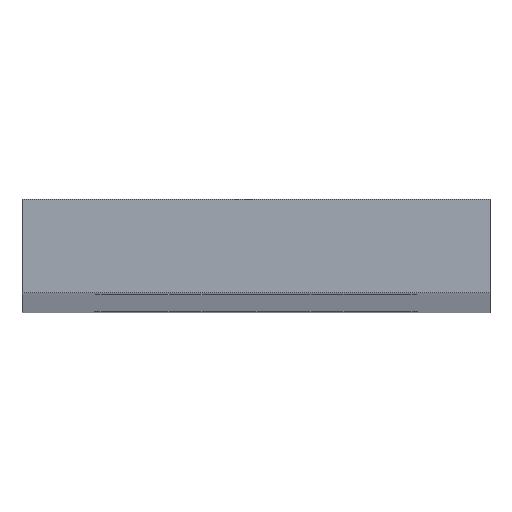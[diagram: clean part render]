
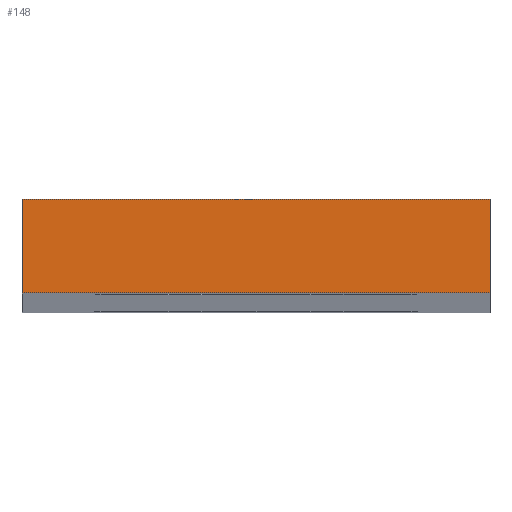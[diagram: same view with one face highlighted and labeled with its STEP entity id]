
A CAD part, top view. The second image highlights one B-rep face of the part: STEP entity #148.
In plain terms, the highlighted planar face has unit normal (0, 0, 1).
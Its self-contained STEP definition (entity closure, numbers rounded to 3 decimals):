
#20=PLANE('',#174);
#28=FACE_OUTER_BOUND('',#36,.T.);
#36=EDGE_LOOP('',(#119,#120,#121,#122));
#50=LINE('',#240,#64);
#51=LINE('',#243,#65);
#52=LINE('',#245,#66);
#53=LINE('',#246,#67);
#64=VECTOR('',#200,10.);
#65=VECTOR('',#203,10.);
#66=VECTOR('',#204,10.);
#67=VECTOR('',#205,10.);
#82=VERTEX_POINT('',#234);
#84=VERTEX_POINT('',#238);
#85=VERTEX_POINT('',#242);
#86=VERTEX_POINT('',#244);
#98=EDGE_CURVE('',#82,#84,#50,.T.);
#99=EDGE_CURVE('',#82,#85,#51,.T.);
#100=EDGE_CURVE('',#86,#84,#52,.T.);
#101=EDGE_CURVE('',#85,#86,#53,.T.);
#119=ORIENTED_EDGE('',*,*,#99,.F.);
#120=ORIENTED_EDGE('',*,*,#98,.T.);
#121=ORIENTED_EDGE('',*,*,#100,.F.);
#122=ORIENTED_EDGE('',*,*,#101,.F.);
#148=ADVANCED_FACE('',(#28),#20,.T.);
#174=AXIS2_PLACEMENT_3D('',#241,#201,#202);
#200=DIRECTION('',(0.,1.,0.));
#201=DIRECTION('center_axis',(0.,0.,1.));
#202=DIRECTION('ref_axis',(1.,0.,0.));
#203=DIRECTION('',(-1.,0.,0.));
#204=DIRECTION('',(1.,0.,0.));
#205=DIRECTION('',(0.,1.,0.));
#234=CARTESIAN_POINT('',(5.,0.,120.));
#238=CARTESIAN_POINT('',(5.,2.,120.));
#240=CARTESIAN_POINT('',(5.,0.,120.));
#241=CARTESIAN_POINT('Origin',(-5.,0.,120.));
#242=CARTESIAN_POINT('',(-5.,0.,120.));
#243=CARTESIAN_POINT('',(5.,0.,120.));
#244=CARTESIAN_POINT('',(-5.,2.,120.));
#245=CARTESIAN_POINT('',(5.,2.,120.));
#246=CARTESIAN_POINT('',(-5.,0.,120.));
